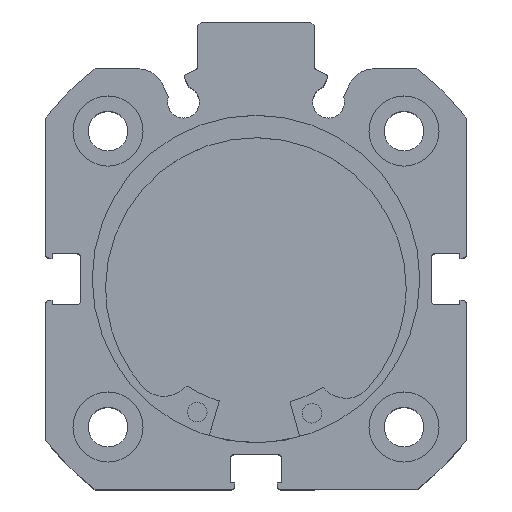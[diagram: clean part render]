
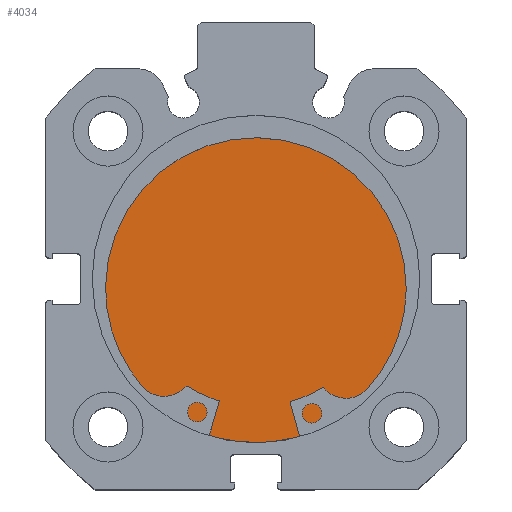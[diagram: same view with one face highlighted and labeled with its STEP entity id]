
A CAD part, top view. The second image highlights one B-rep face of the part: STEP entity #4034.
In plain terms, the highlighted face is planar.
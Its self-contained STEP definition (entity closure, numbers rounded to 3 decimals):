
#442 = CIRCLE ( 'NONE', #3311, 21. ) ;
#450 = CIRCLE ( 'NONE', #3704, 21. ) ;
#754 = FACE_OUTER_BOUND ( 'NONE', #1776, .T. ) ;
#1485 = VERTEX_POINT ( 'NONE', #5474 ) ;
#1497 = VERTEX_POINT ( 'NONE', #4264 ) ;
#1776 = EDGE_LOOP ( 'NONE', ( #2055, #2054 ) ) ;
#2054 = ORIENTED_EDGE ( 'NONE', *, *, #3633, .F. ) ;
#2055 = ORIENTED_EDGE ( 'NONE', *, *, #3622, .F. ) ;
#3311 = AXIS2_PLACEMENT_3D ( 'NONE', #4820, #4816, #4815 ) ;
#3405 = AXIS2_PLACEMENT_3D ( 'NONE', #6858, #6821, #6818 ) ;
#3622 = EDGE_CURVE ( 'NONE', #1485, #1497, #442, .T. ) ;
#3633 = EDGE_CURVE ( 'NONE', #1497, #1485, #450, .T. ) ;
#3704 = AXIS2_PLACEMENT_3D ( 'NONE', #4797, #4779, #4778 ) ;
#4034 = ADVANCED_FACE ( 'NONE', ( #754 ), #6875, .F. ) ;
#4264 = CARTESIAN_POINT ( 'NONE',  ( 8.5, 0., -21. ) ) ;
#4778 = DIRECTION ( 'NONE',  ( 0., 0., 1. ) ) ;
#4779 = DIRECTION ( 'NONE',  ( -1., 0., 0. ) ) ;
#4797 = CARTESIAN_POINT ( 'NONE',  ( 8.5, 0., 0. ) ) ;
#4815 = DIRECTION ( 'NONE',  ( 0., 0., 1. ) ) ;
#4816 = DIRECTION ( 'NONE',  ( -1., 0., 0. ) ) ;
#4820 = CARTESIAN_POINT ( 'NONE',  ( 8.5, 0., 0. ) ) ;
#5474 = CARTESIAN_POINT ( 'NONE',  ( 8.5, 0., 21. ) ) ;
#6818 = DIRECTION ( 'NONE',  ( 0., 0., 1. ) ) ;
#6821 = DIRECTION ( 'NONE',  ( -1., 0., 0. ) ) ;
#6858 = CARTESIAN_POINT ( 'NONE',  ( 8.5, 21., 0. ) ) ;
#6875 = PLANE ( 'NONE',  #3405 ) ;
